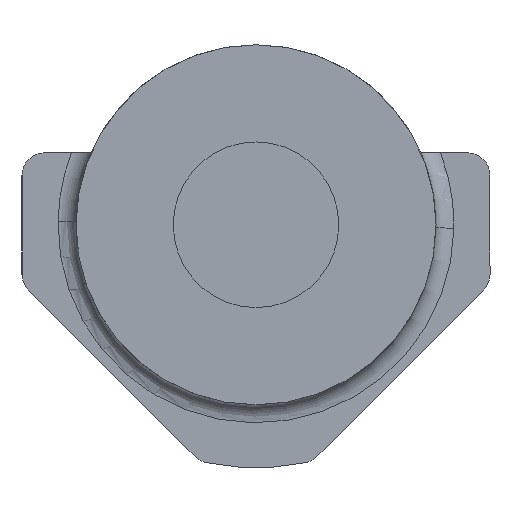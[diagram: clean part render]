
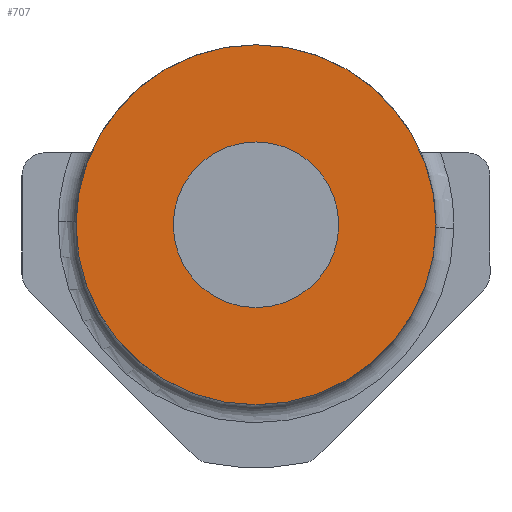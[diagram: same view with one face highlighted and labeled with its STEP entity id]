
A CAD part, left-side view. The second image highlights one B-rep face of the part: STEP entity #707.
In plain terms, the highlighted planar face has unit normal (-1, 0, 0).
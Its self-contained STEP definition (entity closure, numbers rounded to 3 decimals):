
#483=FACE_BOUND('',#857,.T.);
#484=FACE_BOUND('',#858,.T.);
#661=PLANE('',#1719);
#707=ADVANCED_FACE('',(#483,#484),#661,.F.);
#857=EDGE_LOOP('',(#1020,#1021));
#858=EDGE_LOOP('',(#1022,#1023));
#1020=ORIENTED_EDGE('',*,*,#1454,.T.);
#1021=ORIENTED_EDGE('',*,*,#1455,.T.);
#1022=ORIENTED_EDGE('',*,*,#1456,.F.);
#1023=ORIENTED_EDGE('',*,*,#1457,.F.);
#1322=VERTEX_POINT('',#2456);
#1323=VERTEX_POINT('',#2457);
#1324=VERTEX_POINT('',#2460);
#1325=VERTEX_POINT('',#2461);
#1454=EDGE_CURVE('',#1322,#1323,#1599,.T.);
#1455=EDGE_CURVE('',#1323,#1322,#1600,.T.);
#1456=EDGE_CURVE('',#1324,#1325,#1601,.T.);
#1457=EDGE_CURVE('',#1325,#1324,#1602,.T.);
#1599=CIRCLE('',#1715,2.);
#1600=CIRCLE('',#1716,2.);
#1601=CIRCLE('',#1717,0.92);
#1602=CIRCLE('',#1718,0.92);
#1715=AXIS2_PLACEMENT_3D('',#2455,#1966,#1967);
#1716=AXIS2_PLACEMENT_3D('',#2458,#1968,#1969);
#1717=AXIS2_PLACEMENT_3D('',#2459,#1970,#1971);
#1718=AXIS2_PLACEMENT_3D('',#2462,#1972,#1973);
#1719=AXIS2_PLACEMENT_3D('',#2463,#1974,#1975);
#1966=DIRECTION('',(-1.,0.,0.));
#1967=DIRECTION('',(0.,1.,0.));
#1968=DIRECTION('',(-1.,0.,0.));
#1969=DIRECTION('',(0.,-1.,0.));
#1970=DIRECTION('',(-1.,0.,0.));
#1971=DIRECTION('',(0.,-1.,0.));
#1972=DIRECTION('',(-1.,0.,0.));
#1973=DIRECTION('',(0.,1.,0.));
#1974=DIRECTION('',(1.,0.,0.));
#1975=DIRECTION('',(0.,1.,0.));
#2455=CARTESIAN_POINT('',(0.,2.6,2.694));
#2456=CARTESIAN_POINT('',(0.,4.6,2.694));
#2457=CARTESIAN_POINT('',(0.,0.6,2.694));
#2458=CARTESIAN_POINT('',(0.,2.6,2.694));
#2459=CARTESIAN_POINT('',(0.,2.6,2.694));
#2460=CARTESIAN_POINT('',(0.,1.68,2.694));
#2461=CARTESIAN_POINT('',(0.,3.52,2.694));
#2462=CARTESIAN_POINT('',(0.,2.6,2.694));
#2463=CARTESIAN_POINT('',(0.,2.6,2.694));
